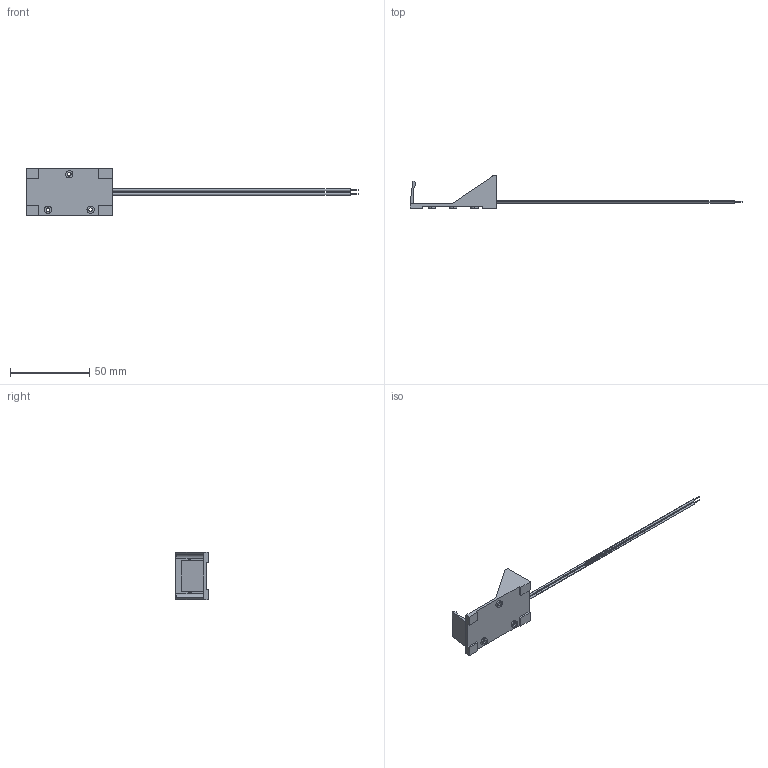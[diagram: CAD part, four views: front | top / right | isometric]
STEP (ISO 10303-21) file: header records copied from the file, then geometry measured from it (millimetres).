
FILE_DESCRIPTION (( 'STEP AP214' ), '1' );
FILE_NAME ('BH9VW.STEP', '2019-12-31T04:19:35', ( '' ), ( '' ), 'SwSTEP 2.0', 'SolidWorks 2017', '' );
FILE_SCHEMA (( 'AUTOMOTIVE_DESIGN' ));
Length unit declared in the file: inch
Products named in the file (1): BH9VW
Bounding box: 209.61 x 20.62 x 29.97 mm (x, y, z)
Volume: 5803.8 mm3; surface area: 9499.8 mm2
Topology: 7 solids, 7 shells, 232 faces, 575 edges, 376 vertices
Faces by surface type: plane 144, cylinder 84, cone 4
Entity records: 7059 total; most frequent: CARTESIAN_POINT 1232, DIRECTION 1209, ORIENTED_EDGE 1150, EDGE_CURVE 575, AXIS2_PLACEMENT_3D 409, LINE 391, VECTOR 391, VERTEX_POINT 376
